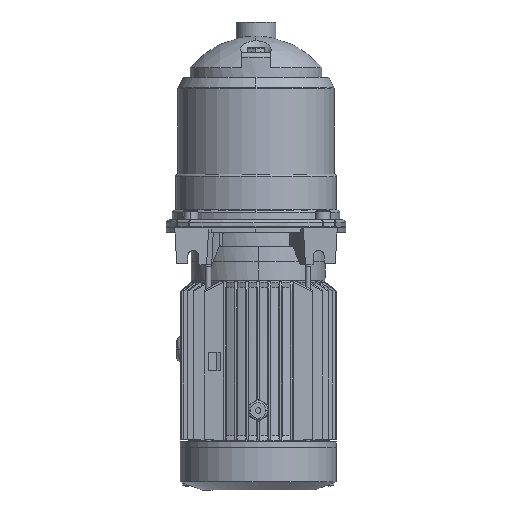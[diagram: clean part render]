
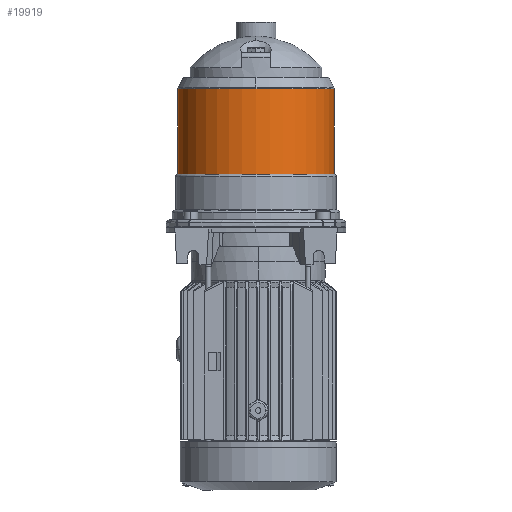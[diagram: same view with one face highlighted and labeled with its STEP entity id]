
A CAD part, front view. The second image highlights one B-rep face of the part: STEP entity #19919.
In plain terms, the highlighted cylindrical face has radius 70.2 mm (diameter 140.4 mm), a partial arc.
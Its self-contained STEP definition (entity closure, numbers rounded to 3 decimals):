
#173 = DIRECTION ( 'NONE',  ( 0., 0., -1. ) ) ;
#1087 = CARTESIAN_POINT ( 'NONE',  ( -70.2, 1.43, 141.983 ) ) ;
#1211 = DIRECTION ( 'NONE',  ( -1., 0., 0. ) ) ;
#2926 = CARTESIAN_POINT ( 'NONE',  ( 70.2, 1.43, 141.983 ) ) ;
#4160 = ORIENTED_EDGE ( 'NONE', *, *, #74097, .T. ) ;
#4542 = AXIS2_PLACEMENT_3D ( 'NONE', #15063, #41998, #30827 ) ;
#6664 = CARTESIAN_POINT ( 'NONE',  ( 0., -68.77, 141.983 ) ) ;
#8767 = CARTESIAN_POINT ( 'NONE',  ( 0., 1.43, 65.191 ) ) ;
#9625 = EDGE_CURVE ( 'NONE', #28734, #21060, #65250, .T. ) ;
#10274 = DIRECTION ( 'NONE',  ( -1., 0., 0. ) ) ;
#13209 = CARTESIAN_POINT ( 'NONE',  ( 0., 1.43, 141.983 ) ) ;
#15023 = DIRECTION ( 'NONE',  ( 0., 0., -1. ) ) ;
#15063 = CARTESIAN_POINT ( 'NONE',  ( 0., 1.43, 141.983 ) ) ;
#17344 = AXIS2_PLACEMENT_3D ( 'NONE', #13209, #26896, #1211 ) ;
#19919 = ADVANCED_FACE ( 'NONE', ( #54782 ), #63178, .T. ) ;
#21060 = VERTEX_POINT ( 'NONE', #6664 ) ;
#21220 = EDGE_CURVE ( 'NONE', #63630, #52868, #42416, .T. ) ;
#22174 = EDGE_CURVE ( 'NONE', #21060, #63630, #52588, .T. ) ;
#22566 = CARTESIAN_POINT ( 'NONE',  ( -70.2, 1.43, 65.191 ) ) ;
#26734 = CARTESIAN_POINT ( 'NONE',  ( 70.2, 1.43, 65.191 ) ) ;
#26896 = DIRECTION ( 'NONE',  ( 0., 0., -1. ) ) ;
#27054 = ORIENTED_EDGE ( 'NONE', *, *, #21220, .T. ) ;
#28734 = VERTEX_POINT ( 'NONE', #2926 ) ;
#30827 = DIRECTION ( 'NONE',  ( -1., 0., 0. ) ) ;
#34917 = VERTEX_POINT ( 'NONE', #39303 ) ;
#35656 = AXIS2_PLACEMENT_3D ( 'NONE', #8767, #15023, #56100 ) ;
#35993 = DIRECTION ( 'NONE',  ( 0., 0., 1. ) ) ;
#36527 = EDGE_LOOP ( 'NONE', ( #66222, #52287, #74994, #27054, #4160 ) ) ;
#38280 = EDGE_CURVE ( 'NONE', #28734, #34917, #87257, .T. ) ;
#39303 = CARTESIAN_POINT ( 'NONE',  ( 70.2, 1.43, 65.191 ) ) ;
#41998 = DIRECTION ( 'NONE',  ( 0., 0., -1. ) ) ;
#42416 = LINE ( 'NONE', #22566, #55579 ) ;
#48959 = CARTESIAN_POINT ( 'NONE',  ( -70.2, 1.43, 65.191 ) ) ;
#52287 = ORIENTED_EDGE ( 'NONE', *, *, #9625, .T. ) ;
#52588 = CIRCLE ( 'NONE', #17344, 70.2 ) ;
#52868 = VERTEX_POINT ( 'NONE', #48959 ) ;
#54782 = FACE_OUTER_BOUND ( 'NONE', #36527, .T. ) ;
#55579 = VECTOR ( 'NONE', #69392, 1000. ) ;
#56100 = DIRECTION ( 'NONE',  ( -1., 0., 0. ) ) ;
#63178 = CYLINDRICAL_SURFACE ( 'NONE', #35656, 70.2 ) ;
#63630 = VERTEX_POINT ( 'NONE', #1087 ) ;
#65250 = CIRCLE ( 'NONE', #4542, 70.2 ) ;
#66222 = ORIENTED_EDGE ( 'NONE', *, *, #38280, .F. ) ;
#68562 = CIRCLE ( 'NONE', #78396, 70.2 ) ;
#69392 = DIRECTION ( 'NONE',  ( 0., 0., -1. ) ) ;
#74097 = EDGE_CURVE ( 'NONE', #52868, #34917, #68562, .T. ) ;
#74994 = ORIENTED_EDGE ( 'NONE', *, *, #22174, .T. ) ;
#78396 = AXIS2_PLACEMENT_3D ( 'NONE', #83643, #35993, #10274 ) ;
#79732 = VECTOR ( 'NONE', #173, 1000. ) ;
#83643 = CARTESIAN_POINT ( 'NONE',  ( 0., 1.43, 65.191 ) ) ;
#87257 = LINE ( 'NONE', #26734, #79732 ) ;
